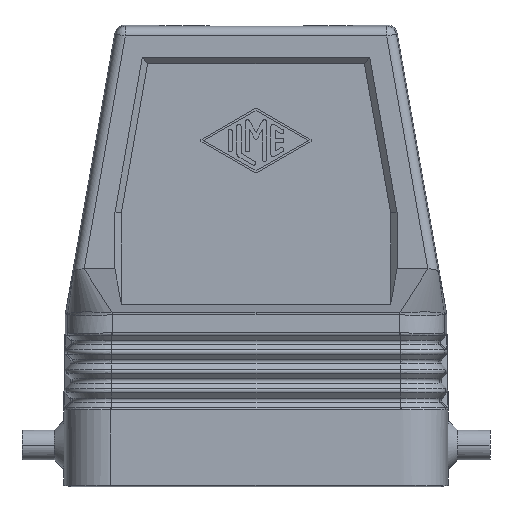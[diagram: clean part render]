
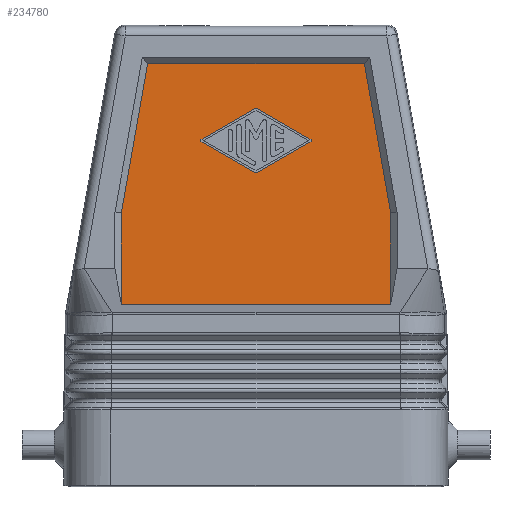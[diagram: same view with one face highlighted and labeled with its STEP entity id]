
A CAD part, left-side view. The second image highlights one B-rep face of the part: STEP entity #234780.
In plain terms, the highlighted planar face has unit normal (-1, 0, 0).
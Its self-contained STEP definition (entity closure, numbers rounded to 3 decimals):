
#99030=CARTESIAN_POINT('',(27.874,64.361,
44.579));
#99040=DIRECTION('',(1.,0.,0.));
#99050=DIRECTION('',(0.,1.,0.));
#99060=AXIS2_PLACEMENT_3D('',#99030,#99040,#99050);
#99070=PLANE('',#99060);
#116350=CARTESIAN_POINT('',(27.874,29.31,12.));
#116360=DIRECTION('',(0.,-0.,1.));
#116370=VECTOR('',#116360,1.);
#116380=LINE('',#116350,#116370);
#116390=CARTESIAN_POINT('',(27.874,29.31,28.452));
#116400=VERTEX_POINT('',#116390);
#116410=CARTESIAN_POINT('',(27.874,29.31,42.737));
#116420=VERTEX_POINT('',#116410);
#116430=EDGE_CURVE('',#116400,#116420,#116380,.T.);
#147520=CARTESIAN_POINT('',(27.874,71.31,42.737));
#147530=VERTEX_POINT('',#147520);
#147560=CARTESIAN_POINT('',(27.874,71.31,12.));
#147570=DIRECTION('',(0.,-0.,1.));
#147580=VECTOR('',#147570,1.);
#147590=LINE('',#147560,#147580);
#147600=CARTESIAN_POINT('',(27.874,71.31,28.452));
#147610=VERTEX_POINT('',#147600);
#147620=EDGE_CURVE('',#147610,#147530,#147590,.T.);
#166610=CARTESIAN_POINT('',(27.874,0.,28.452));
#166620=DIRECTION('',(-0.,1.,0.));
#166630=VECTOR('',#166620,1.);
#166640=LINE('',#166610,#166630);
#166650=EDGE_CURVE('',#116400,#147610,#166640,.T.);
#227430=CARTESIAN_POINT('',(27.874,23.89,12.));
#227440=DIRECTION('',(0.,0.174,0.985));
#227450=VECTOR('',#227440,1.);
#227460=LINE('',#227430,#227450);
#227470=CARTESIAN_POINT('',(27.874,33.412,66.));
#227480=VERTEX_POINT('',#227470);
#227490=EDGE_CURVE('',#116420,#227480,#227460,.T.);
#233880=ORIENTED_EDGE('',*,*,#147620,.F.);
#233890=CARTESIAN_POINT('',(27.874,76.73,12.));
#233900=DIRECTION('',(0.,-0.174,0.985));
#233910=VECTOR('',#233900,1.);
#233920=LINE('',#233890,#233910);
#233930=CARTESIAN_POINT('',(27.874,67.208,66.));
#233940=VERTEX_POINT('',#233930);
#233950=EDGE_CURVE('',#147530,#233940,#233920,.T.);
#233960=ORIENTED_EDGE('',*,*,#233950,.F.);
#233970=CARTESIAN_POINT('',(27.874,0.,66.));
#233980=DIRECTION('',(0.,-1.,0.));
#233990=VECTOR('',#233980,1.);
#234000=LINE('',#233970,#233990);
#234010=EDGE_CURVE('',#233940,#227480,#234000,.T.);
#234020=ORIENTED_EDGE('',*,*,#234010,.F.);
#234030=ORIENTED_EDGE('',*,*,#227490,.T.);
#234040=ORIENTED_EDGE('',*,*,#116430,.T.);
#234050=ORIENTED_EDGE('',*,*,#166650,.F.);
#234060=EDGE_LOOP('',(#234050,#234040,#234030,#234020,#233960,#233880));
#234070=FACE_OUTER_BOUND('',#234060,.T.);
#234080=CARTESIAN_POINT('',(27.874,0.,87.807));
#234090=DIRECTION('',(0.,0.868,-0.496));
#234100=VECTOR('',#234090,1.);
#234110=LINE('',#234080,#234100);
#234120=CARTESIAN_POINT('',(27.874,50.475,
58.956));
#234130=VERTEX_POINT('',#234120);
#234140=CARTESIAN_POINT('',(27.874,58.892,
54.145));
#234150=VERTEX_POINT('',#234140);
#234160=EDGE_CURVE('',#234130,#234150,#234110,.T.);
#234170=ORIENTED_EDGE('',*,*,#234160,.F.);
#234180=CARTESIAN_POINT('',(27.874,58.809,54.));
#234190=DIRECTION('',(-1.,0.,0.));
#234200=DIRECTION('',(0.,-1.,0.));
#234210=AXIS2_PLACEMENT_3D('',#234180,#234190,#234200);
#234220=CIRCLE('',#234210,0.167);
#234230=CARTESIAN_POINT('',(27.874,58.892,
53.855));
#234240=VERTEX_POINT('',#234230);
#234250=EDGE_CURVE('',#234150,#234240,#234220,.T.);
#234260=ORIENTED_EDGE('',*,*,#234250,.F.);
#234270=CARTESIAN_POINT('',(27.874,0.,20.193));
#234280=DIRECTION('',(0.,-0.868,-0.496));
#234290=VECTOR('',#234280,1.);
#234300=LINE('',#234270,#234290);
#234310=CARTESIAN_POINT('',(27.874,50.475,
49.044));
#234320=VERTEX_POINT('',#234310);
#234330=EDGE_CURVE('',#234240,#234320,#234300,.T.);
#234340=ORIENTED_EDGE('',*,*,#234330,.F.);
#234350=CARTESIAN_POINT('',(27.874,50.31,49.334));
#234360=DIRECTION('',(-1.,0.,0.));
#234370=DIRECTION('',(0.,-1.,0.));
#234380=AXIS2_PLACEMENT_3D('',#234350,#234360,#234370);
#234390=CIRCLE('',#234380,0.333);
#234400=CARTESIAN_POINT('',(27.874,50.145,
49.044));
#234410=VERTEX_POINT('',#234400);
#234420=EDGE_CURVE('',#234320,#234410,#234390,.T.);
#234430=ORIENTED_EDGE('',*,*,#234420,.F.);
#234440=CARTESIAN_POINT('',(27.874,0.,77.707));
#234450=DIRECTION('',(0.,-0.868,0.496));
#234460=VECTOR('',#234450,1.);
#234470=LINE('',#234440,#234460);
#234480=CARTESIAN_POINT('',(27.874,41.728,
53.855));
#234490=VERTEX_POINT('',#234480);
#234500=EDGE_CURVE('',#234410,#234490,#234470,.T.);
#234510=ORIENTED_EDGE('',*,*,#234500,.F.);
#234520=CARTESIAN_POINT('',(27.874,41.811,54.));
#234530=DIRECTION('',(-1.,0.,0.));
#234540=DIRECTION('',(0.,-1.,0.));
#234550=AXIS2_PLACEMENT_3D('',#234520,#234530,#234540);
#234560=CIRCLE('',#234550,0.167);
#234570=CARTESIAN_POINT('',(27.874,41.728,
54.145));
#234580=VERTEX_POINT('',#234570);
#234590=EDGE_CURVE('',#234490,#234580,#234560,.T.);
#234600=ORIENTED_EDGE('',*,*,#234590,.F.);
#234610=CARTESIAN_POINT('',(27.874,0.,30.293));
#234620=DIRECTION('',(0.,0.868,0.496));
#234630=VECTOR('',#234620,1.);
#234640=LINE('',#234610,#234630);
#234650=CARTESIAN_POINT('',(27.874,50.145,
58.956));
#234660=VERTEX_POINT('',#234650);
#234670=EDGE_CURVE('',#234580,#234660,#234640,.T.);
#234680=ORIENTED_EDGE('',*,*,#234670,.F.);
#234690=CARTESIAN_POINT('',(27.874,50.31,58.666));
#234700=DIRECTION('',(-1.,0.,0.));
#234710=DIRECTION('',(0.,-1.,0.));
#234720=AXIS2_PLACEMENT_3D('',#234690,#234700,#234710);
#234730=CIRCLE('',#234720,0.333);
#234740=EDGE_CURVE('',#234660,#234130,#234730,.T.);
#234750=ORIENTED_EDGE('',*,*,#234740,.F.);
#234760=EDGE_LOOP('',(#234750,#234680,#234600,#234510,#234430,#234340,
#234260,#234170));
#234770=FACE_BOUND('',#234760,.T.);
#234780=ADVANCED_FACE('',(#234070,#234770),#99070,.F.);
